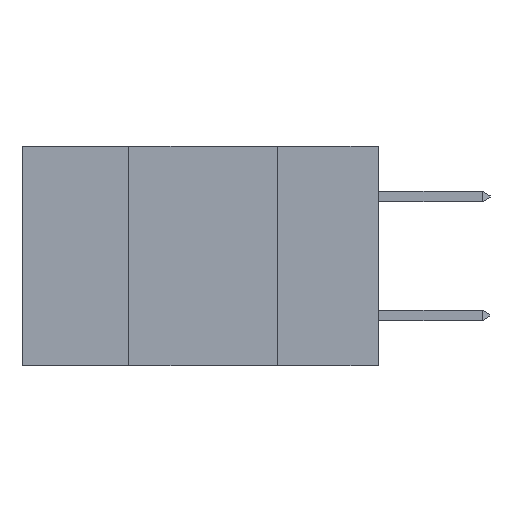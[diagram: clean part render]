
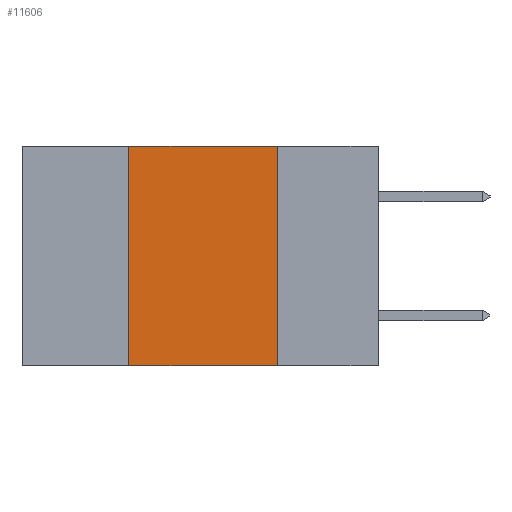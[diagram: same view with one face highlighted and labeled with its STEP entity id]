
A CAD part, left-side view. The second image highlights one B-rep face of the part: STEP entity #11606.
In plain terms, the highlighted planar face has unit normal (-1, 0, 0).
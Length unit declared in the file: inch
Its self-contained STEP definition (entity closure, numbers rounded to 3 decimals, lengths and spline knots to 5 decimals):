
#619 = CARTESIAN_POINT ( 'NONE',  ( 0., 0.42, 0. ) ) ;
#1223 = EDGE_CURVE ( 'NONE', #14439, #8267, #25133, .T. ) ;
#5914 = ORIENTED_EDGE ( 'NONE', *, *, #16207, .F. ) ;
#5950 = DIRECTION ( 'NONE',  ( 1., 0., 0. ) ) ;
#6366 = VECTOR ( 'NONE', #6738, 39.37008 ) ;
#6725 = DIRECTION ( 'NONE',  ( 0., -1., 0. ) ) ;
#6738 = DIRECTION ( 'NONE',  ( 0., -1., 0. ) ) ;
#8267 = VERTEX_POINT ( 'NONE', #22667 ) ;
#9500 = VERTEX_POINT ( 'NONE', #13037 ) ;
#10058 = ORIENTED_EDGE ( 'NONE', *, *, #13954, .F. ) ;
#10788 = LINE ( 'NONE', #18529, #16321 ) ;
#11606 = ADVANCED_FACE ( 'NONE', ( #14644 ), #13027, .F. ) ;
#11962 = LINE ( 'NONE', #18548, #6366 ) ;
#13027 = PLANE ( 'NONE',  #18938 ) ;
#13037 = CARTESIAN_POINT ( 'NONE',  ( 0., 0.17, 0. ) ) ;
#13046 = CARTESIAN_POINT ( 'NONE',  ( 0., 0.42, -0.37 ) ) ;
#13954 = EDGE_CURVE ( 'NONE', #8267, #9500, #10788, .T. ) ;
#14439 = VERTEX_POINT ( 'NONE', #13046 ) ;
#14644 = FACE_OUTER_BOUND ( 'NONE', #18209, .T. ) ;
#15548 = ORIENTED_EDGE ( 'NONE', *, *, #21919, .T. ) ;
#16207 = EDGE_CURVE ( 'NONE', #9500, #29258, #20191, .T. ) ;
#16321 = VECTOR ( 'NONE', #6725, 39.37008 ) ;
#17486 = CARTESIAN_POINT ( 'NONE',  ( 0., 0.17, 0. ) ) ;
#18209 = EDGE_LOOP ( 'NONE', ( #5914, #10058, #24150, #15548 ) ) ;
#18514 = DIRECTION ( 'NONE',  ( 0., 0., 1. ) ) ;
#18529 = CARTESIAN_POINT ( 'NONE',  ( 0., 0.6, 0. ) ) ;
#18548 = CARTESIAN_POINT ( 'NONE',  ( 0., 0.6, -0.37 ) ) ;
#18938 = AXIS2_PLACEMENT_3D ( 'NONE', #29558, #5950, #22486 ) ;
#19832 = DIRECTION ( 'NONE',  ( 0., 0., -1. ) ) ;
#20191 = LINE ( 'NONE', #17486, #25754 ) ;
#21919 = EDGE_CURVE ( 'NONE', #14439, #29258, #11962, .T. ) ;
#22486 = DIRECTION ( 'NONE',  ( 0., 0., -1. ) ) ;
#22667 = CARTESIAN_POINT ( 'NONE',  ( 0., 0.42, 0. ) ) ;
#24150 = ORIENTED_EDGE ( 'NONE', *, *, #1223, .F. ) ;
#25133 = LINE ( 'NONE', #619, #30733 ) ;
#25754 = VECTOR ( 'NONE', #19832, 39.37008 ) ;
#27328 = CARTESIAN_POINT ( 'NONE',  ( 0., 0.17, -0.37 ) ) ;
#29258 = VERTEX_POINT ( 'NONE', #27328 ) ;
#29558 = CARTESIAN_POINT ( 'NONE',  ( 0., 0.6, 0. ) ) ;
#30733 = VECTOR ( 'NONE', #18514, 39.37008 ) ;
